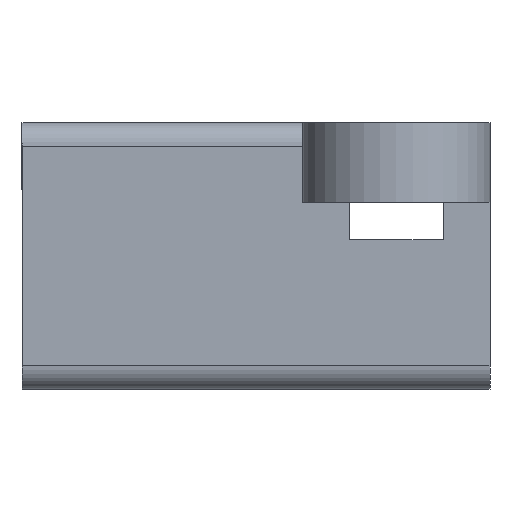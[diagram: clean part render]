
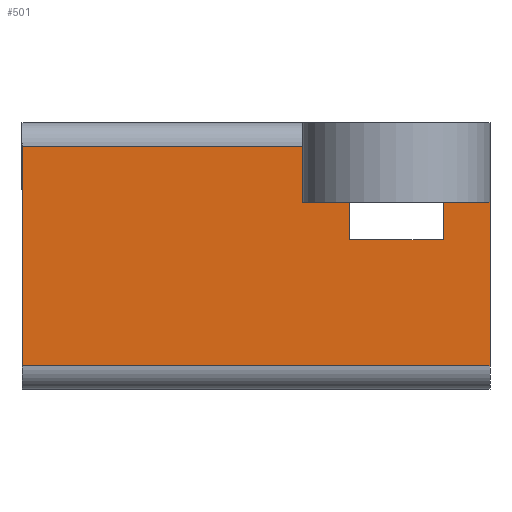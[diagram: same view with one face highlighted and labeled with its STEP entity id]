
A CAD part, left-side view. The second image highlights one B-rep face of the part: STEP entity #501.
In plain terms, the highlighted planar face has unit normal (-1, 0, 0).
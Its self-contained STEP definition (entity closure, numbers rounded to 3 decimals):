
#226 = VERTEX_POINT('',#227);
#227 = CARTESIAN_POINT('',(-7.4,0.,4.));
#234 = EDGE_CURVE('',#226,#235,#237,.T.);
#235 = VERTEX_POINT('',#236);
#236 = CARTESIAN_POINT('',(-7.4,0.,-5.4));
#237 = LINE('',#238,#239);
#238 = CARTESIAN_POINT('',(-7.4,0.,4.));
#239 = VECTOR('',#240,1.);
#240 = DIRECTION('',(0.,0.,-1.));
#483 = VERTEX_POINT('',#484);
#484 = CARTESIAN_POINT('',(-7.4,-12.,4.));
#491 = EDGE_CURVE('',#226,#483,#492,.T.);
#492 = LINE('',#493,#494);
#493 = CARTESIAN_POINT('',(-7.4,0.,4.));
#494 = VECTOR('',#495,1.);
#495 = DIRECTION('',(0.,-1.,0.));
#501 = ADVANCED_FACE('',(#502),#568,.F.);
#502 = FACE_BOUND('',#503,.F.);
#503 = EDGE_LOOP('',(#504,#505,#506,#514,#522,#530,#538,#546,#554,#562)
  );
#504 = ORIENTED_EDGE('',*,*,#234,.F.);
#505 = ORIENTED_EDGE('',*,*,#491,.T.);
#506 = ORIENTED_EDGE('',*,*,#507,.F.);
#507 = EDGE_CURVE('',#508,#483,#510,.T.);
#508 = VERTEX_POINT('',#509);
#509 = CARTESIAN_POINT('',(-7.4,-12.,1.6));
#510 = LINE('',#511,#512);
#511 = CARTESIAN_POINT('',(-7.4,-12.,4.5));
#512 = VECTOR('',#513,1.);
#513 = DIRECTION('',(0.,0.,1.));
#514 = ORIENTED_EDGE('',*,*,#515,.T.);
#515 = EDGE_CURVE('',#508,#516,#518,.T.);
#516 = VERTEX_POINT('',#517);
#517 = CARTESIAN_POINT('',(-7.4,-14.,1.6));
#518 = LINE('',#519,#520);
#519 = CARTESIAN_POINT('',(-7.4,-8.,1.6));
#520 = VECTOR('',#521,1.);
#521 = DIRECTION('',(0.,-1.,0.));
#522 = ORIENTED_EDGE('',*,*,#523,.F.);
#523 = EDGE_CURVE('',#524,#516,#526,.T.);
#524 = VERTEX_POINT('',#525);
#525 = CARTESIAN_POINT('',(-7.4,-14.,0.));
#526 = LINE('',#527,#528);
#527 = CARTESIAN_POINT('',(-7.4,-14.,2.));
#528 = VECTOR('',#529,1.);
#529 = DIRECTION('',(0.,0.,1.));
#530 = ORIENTED_EDGE('',*,*,#531,.F.);
#531 = EDGE_CURVE('',#532,#524,#534,.T.);
#532 = VERTEX_POINT('',#533);
#533 = CARTESIAN_POINT('',(-7.4,-18.,0.));
#534 = LINE('',#535,#536);
#535 = CARTESIAN_POINT('',(-7.4,-9.,0.));
#536 = VECTOR('',#537,1.);
#537 = DIRECTION('',(0.,1.,0.));
#538 = ORIENTED_EDGE('',*,*,#539,.F.);
#539 = EDGE_CURVE('',#540,#532,#542,.T.);
#540 = VERTEX_POINT('',#541);
#541 = CARTESIAN_POINT('',(-7.4,-18.,1.6));
#542 = LINE('',#543,#544);
#543 = CARTESIAN_POINT('',(-7.4,-18.,2.8));
#544 = VECTOR('',#545,1.);
#545 = DIRECTION('',(0.,0.,-1.));
#546 = ORIENTED_EDGE('',*,*,#547,.T.);
#547 = EDGE_CURVE('',#540,#548,#550,.T.);
#548 = VERTEX_POINT('',#549);
#549 = CARTESIAN_POINT('',(-7.4,-20.,1.6));
#550 = LINE('',#551,#552);
#551 = CARTESIAN_POINT('',(-7.4,-8.,1.6));
#552 = VECTOR('',#553,1.);
#553 = DIRECTION('',(0.,-1.,0.));
#554 = ORIENTED_EDGE('',*,*,#555,.T.);
#555 = EDGE_CURVE('',#548,#556,#558,.T.);
#556 = VERTEX_POINT('',#557);
#557 = CARTESIAN_POINT('',(-7.4,-20.,-5.4));
#558 = LINE('',#559,#560);
#559 = CARTESIAN_POINT('',(-7.4,-20.,4.));
#560 = VECTOR('',#561,1.);
#561 = DIRECTION('',(0.,0.,-1.));
#562 = ORIENTED_EDGE('',*,*,#563,.F.);
#563 = EDGE_CURVE('',#235,#556,#564,.T.);
#564 = LINE('',#565,#566);
#565 = CARTESIAN_POINT('',(-7.4,0.,-5.4));
#566 = VECTOR('',#567,1.);
#567 = DIRECTION('',(0.,-1.,0.));
#568 = PLANE('',#569);
#569 = AXIS2_PLACEMENT_3D('',#570,#571,#572);
#570 = CARTESIAN_POINT('',(-7.4,0.,4.));
#571 = DIRECTION('',(1.,0.,0.));
#572 = DIRECTION('',(0.,0.,-1.));
